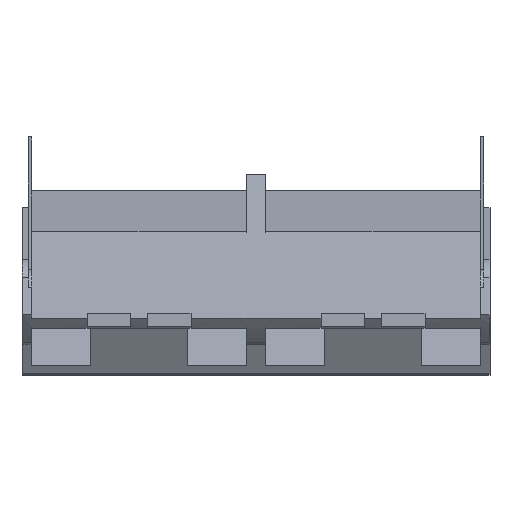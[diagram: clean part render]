
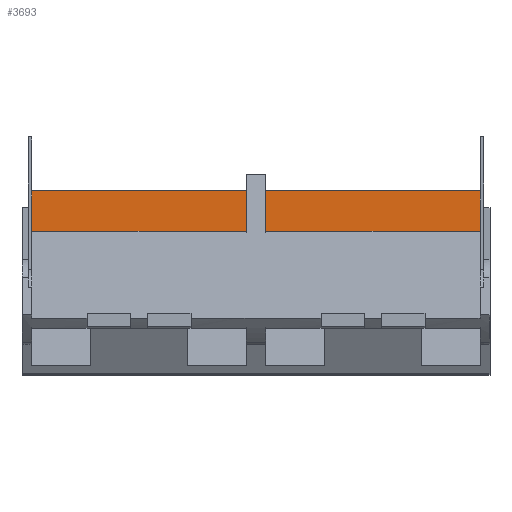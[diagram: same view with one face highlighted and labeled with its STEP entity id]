
A CAD part, top view. The second image highlights one B-rep face of the part: STEP entity #3693.
In plain terms, the highlighted planar face has unit normal (0, 0, 1).
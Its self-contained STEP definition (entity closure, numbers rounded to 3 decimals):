
#3664=AXIS2_PLACEMENT_3D('Plane Axis2P3D',#3661,#3662,#3663) ;
#1258=CARTESIAN_POINT('Vertex',(0.95,2.745,1.)) ;
#1262=CARTESIAN_POINT('Control Point',(0.95,2.745,1.)) ;
#1263=CARTESIAN_POINT('Control Point',(0.95,5.748,1.)) ;
#1264=CARTESIAN_POINT('Control Point',(0.95,8.752,1.)) ;
#1265=CARTESIAN_POINT('Control Point',(0.95,11.755,1.)) ;
#1266=CARTESIAN_POINT('Control Point',(0.95,14.758,1.)) ;
#1267=CARTESIAN_POINT('Control Point',(0.95,17.762,1.)) ;
#1268=CARTESIAN_POINT('Vertex',(0.95,17.762,1.)) ;
#2304=CARTESIAN_POINT('Vertex',(44.05,17.762,1.)) ;
#2308=CARTESIAN_POINT('Control Point',(44.05,2.745,1.)) ;
#2309=CARTESIAN_POINT('Control Point',(44.05,5.748,1.)) ;
#2310=CARTESIAN_POINT('Control Point',(44.05,8.752,1.)) ;
#2311=CARTESIAN_POINT('Control Point',(44.05,11.755,1.)) ;
#2312=CARTESIAN_POINT('Control Point',(44.05,14.758,1.)) ;
#2313=CARTESIAN_POINT('Control Point',(44.05,17.762,1.)) ;
#2314=CARTESIAN_POINT('Vertex',(44.05,2.745,1.)) ;
#3648=CARTESIAN_POINT('Line Origine',(22.5,2.745,1.)) ;
#3661=CARTESIAN_POINT('Axis2P3D Location',(33.75,2.745,1.)) ;
#3666=CARTESIAN_POINT('Line Origine',(33.575,17.762,1.)) ;
#3670=CARTESIAN_POINT('Vertex',(23.1,17.762,1.)) ;
#3673=CARTESIAN_POINT('Line Origine',(22.5,17.762,1.)) ;
#3677=CARTESIAN_POINT('Vertex',(21.9,17.762,1.)) ;
#3680=CARTESIAN_POINT('Line Origine',(11.425,17.762,1.)) ;
#3649=DIRECTION('Vector Direction',(1.,0.,0.)) ;
#3662=DIRECTION('Axis2P3D Direction',(0.,0.,1.)) ;
#3663=DIRECTION('Axis2P3D XDirection',(0.,1.,0.)) ;
#3667=DIRECTION('Vector Direction',(1.,0.,0.)) ;
#3674=DIRECTION('Vector Direction',(-1.,0.,0.)) ;
#3681=DIRECTION('Vector Direction',(1.,0.,0.)) ;
#3650=VECTOR('Line Direction',#3649,1.) ;
#3668=VECTOR('Line Direction',#3667,1.) ;
#3675=VECTOR('Line Direction',#3674,1.) ;
#3682=VECTOR('Line Direction',#3681,1.) ;
#3686=ORIENTED_EDGE('',*,*,#3672,.T.) ;
#3687=ORIENTED_EDGE('',*,*,#3679,.T.) ;
#3688=ORIENTED_EDGE('',*,*,#3684,.T.) ;
#3689=ORIENTED_EDGE('',*,*,#1270,.F.) ;
#3690=ORIENTED_EDGE('',*,*,#3652,.F.) ;
#3691=ORIENTED_EDGE('',*,*,#2316,.F.) ;
#3693=ADVANCED_FACE('SIDE',(#3692),#3665,.T.) ;
#1261=B_SPLINE_CURVE_WITH_KNOTS('',5,(#1262,#1263,#1264,#1265,#1266,#1267),.UNSPECIFIED.,.F.,.U.,(6,6),(0.,15.017),.UNSPECIFIED.) ;
#2307=B_SPLINE_CURVE_WITH_KNOTS('',5,(#2308,#2309,#2310,#2311,#2312,#2313),.UNSPECIFIED.,.F.,.U.,(6,6),(0.,15.017),.UNSPECIFIED.) ;
#1270=EDGE_CURVE('',#1259,#1269,#1261,.T.) ;
#2316=EDGE_CURVE('',#2305,#2315,#2307,.F.) ;
#3652=EDGE_CURVE('',#2315,#1259,#3651,.F.) ;
#3672=EDGE_CURVE('',#2305,#3671,#3669,.F.) ;
#3679=EDGE_CURVE('',#3671,#3678,#3676,.T.) ;
#3684=EDGE_CURVE('',#3678,#1269,#3683,.F.) ;
#3685=EDGE_LOOP('',(#3686,#3687,#3688,#3689,#3690,#3691)) ;
#3692=FACE_OUTER_BOUND('',#3685,.T.) ;
#3651=LINE('Line',#3648,#3650) ;
#3669=LINE('Line',#3666,#3668) ;
#3676=LINE('Line',#3673,#3675) ;
#3683=LINE('Line',#3680,#3682) ;
#3665=PLANE('',#3664) ;
#1259=VERTEX_POINT('',#1258) ;
#1269=VERTEX_POINT('',#1268) ;
#2305=VERTEX_POINT('',#2304) ;
#2315=VERTEX_POINT('',#2314) ;
#3671=VERTEX_POINT('',#3670) ;
#3678=VERTEX_POINT('',#3677) ;
